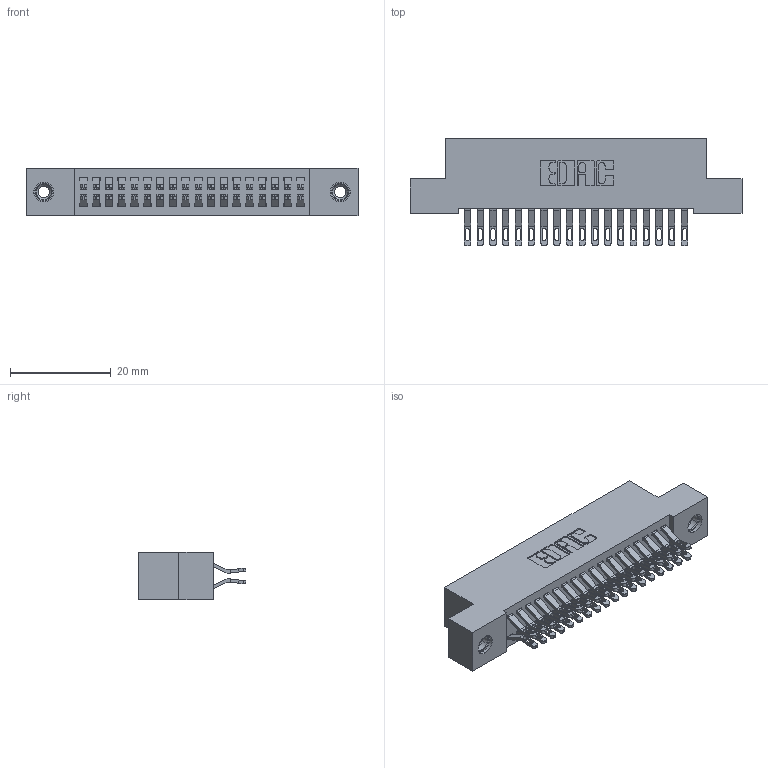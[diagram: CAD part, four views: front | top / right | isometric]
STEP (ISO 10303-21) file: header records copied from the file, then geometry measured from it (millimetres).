
FILE_DESCRIPTION (( 'STEP AP203' ), '1' );
FILE_NAME ('342-036-555-208.STEP', '2018-08-11T20:41:05', ( '' ), ( '' ), 'SwSTEP 2.0', 'SolidWorks 2016', '' );
FILE_SCHEMA (( 'CONFIG_CONTROL_DESIGN' ));
Length unit declared in the file: inch
Products named in the file (4): 342 Part_TI; 345-292-001_555 Tail; 345-250-001_345-250-003-102; 342-036-555-208
Assembly tree (39 placements, depth 2):
  342-036-555-208
    342 Part_TI
    345-292-001_555 Tail  x36
    345-250-001_345-250-003-102  x2
Bounding box: 66.04 x 21.47 x 9.4 mm (x, y, z)
Volume: 5914.4 mm3; surface area: 9394.5 mm2
Topology: 39 solids, 39 shells, 2258 faces, 7023 edges, 4674 vertices
Faces by surface type: plane 1322, cylinder 920, cone 12, torus 4
Entity records: 16064 total; most frequent: CARTESIAN_POINT 2707, ORIENTED_EDGE 2606, DIRECTION 2357, EDGE_CURVE 1303, LINE 1135, VECTOR 1135, VERTEX_POINT 864, AXIS2_PLACEMENT_3D 611
